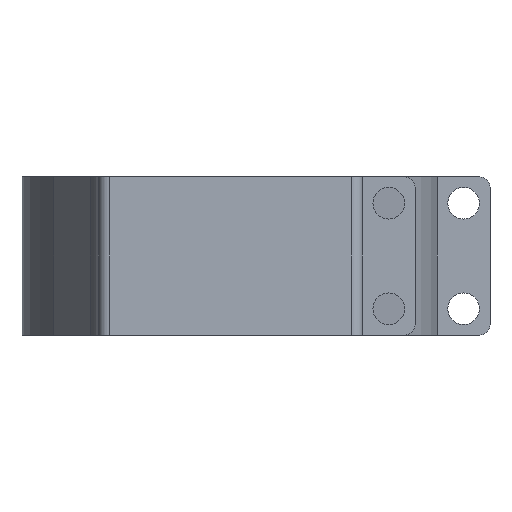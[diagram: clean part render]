
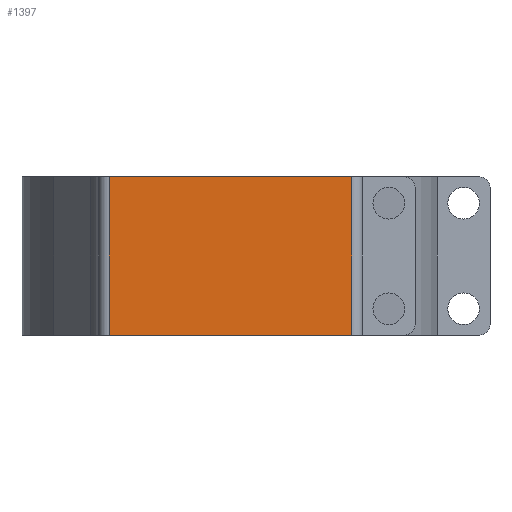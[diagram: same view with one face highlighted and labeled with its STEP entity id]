
A CAD part, front view. The second image highlights one B-rep face of the part: STEP entity #1397.
In plain terms, the highlighted planar face has unit normal (0, -1, 0).
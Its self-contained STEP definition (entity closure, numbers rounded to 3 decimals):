
#19 = DIRECTION ( 'NONE',  ( 1., 0., 0. ) ) ;
#55 = VERTEX_POINT ( 'NONE', #1048 ) ;
#70 = CARTESIAN_POINT ( 'NONE',  ( -23., -84.5, 30. ) ) ;
#117 = CARTESIAN_POINT ( 'NONE',  ( 0., -84.5, 30. ) ) ;
#182 = CARTESIAN_POINT ( 'NONE',  ( 23., -84.5, 30. ) ) ;
#286 = LINE ( 'NONE', #802, #686 ) ;
#309 = PLANE ( 'NONE',  #1534 ) ;
#322 = DIRECTION ( 'NONE',  ( 0., 0., 1. ) ) ;
#325 = VERTEX_POINT ( 'NONE', #1683 ) ;
#401 = LINE ( 'NONE', #1167, #716 ) ;
#567 = DIRECTION ( 'NONE',  ( 0., 0., -1. ) ) ;
#604 = DIRECTION ( 'NONE',  ( 0., 0., 1. ) ) ;
#674 = LINE ( 'NONE', #182, #1905 ) ;
#686 = VECTOR ( 'NONE', #19, 1000. ) ;
#716 = VECTOR ( 'NONE', #567, 1000. ) ;
#769 = ORIENTED_EDGE ( 'NONE', *, *, #1083, .T. ) ;
#802 = CARTESIAN_POINT ( 'NONE',  ( 0., -84.5, 0. ) ) ;
#916 = FACE_OUTER_BOUND ( 'NONE', #1093, .T. ) ;
#1048 = CARTESIAN_POINT ( 'NONE',  ( 23., -84.5, 30. ) ) ;
#1083 = EDGE_CURVE ( 'NONE', #325, #55, #674, .T. ) ;
#1093 = EDGE_LOOP ( 'NONE', ( #1465, #769, #1421, #1568 ) ) ;
#1167 = CARTESIAN_POINT ( 'NONE',  ( -23., -84.5, 30. ) ) ;
#1212 = CARTESIAN_POINT ( 'NONE',  ( -23., -84.5, 0. ) ) ;
#1230 = EDGE_CURVE ( 'NONE', #1315, #1451, #401, .T. ) ;
#1242 = DIRECTION ( 'NONE',  ( 0., 1., 0. ) ) ;
#1315 = VERTEX_POINT ( 'NONE', #70 ) ;
#1374 = LINE ( 'NONE', #117, #1637 ) ;
#1397 = ADVANCED_FACE ( 'NONE', ( #916 ), #309, .F. ) ;
#1421 = ORIENTED_EDGE ( 'NONE', *, *, #1476, .F. ) ;
#1451 = VERTEX_POINT ( 'NONE', #1212 ) ;
#1465 = ORIENTED_EDGE ( 'NONE', *, *, #1846, .T. ) ;
#1476 = EDGE_CURVE ( 'NONE', #1315, #55, #1374, .T. ) ;
#1534 = AXIS2_PLACEMENT_3D ( 'NONE', #2005, #1242, #604 ) ;
#1537 = DIRECTION ( 'NONE',  ( 1., 0., 0. ) ) ;
#1568 = ORIENTED_EDGE ( 'NONE', *, *, #1230, .T. ) ;
#1637 = VECTOR ( 'NONE', #1537, 1000. ) ;
#1683 = CARTESIAN_POINT ( 'NONE',  ( 23., -84.5, 0. ) ) ;
#1846 = EDGE_CURVE ( 'NONE', #1451, #325, #286, .T. ) ;
#1905 = VECTOR ( 'NONE', #322, 1000. ) ;
#2005 = CARTESIAN_POINT ( 'NONE',  ( 0., -84.5, 30. ) ) ;
